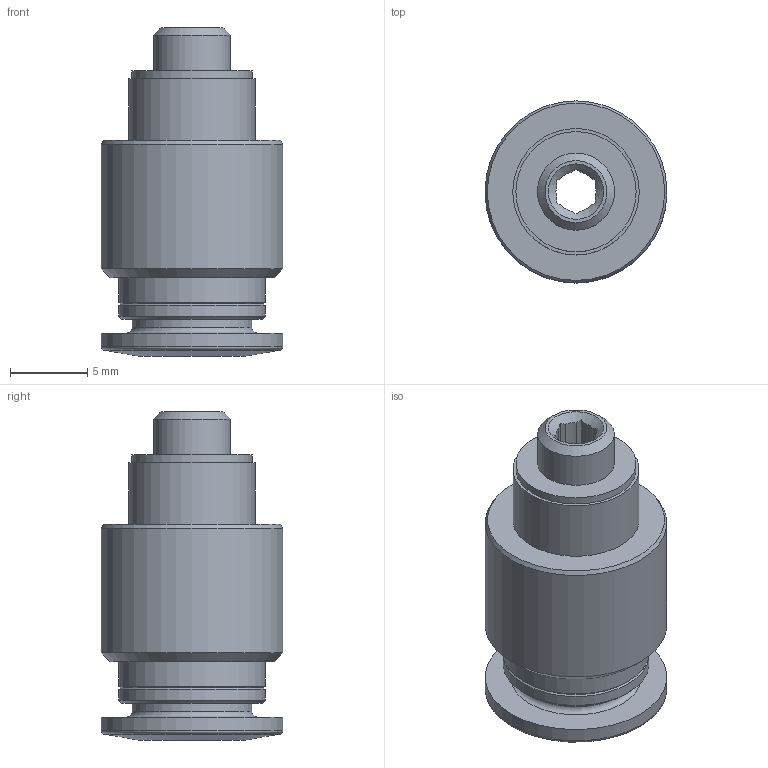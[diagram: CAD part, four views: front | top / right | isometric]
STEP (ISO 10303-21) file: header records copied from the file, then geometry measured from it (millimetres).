
FILE_DESCRIPTION(/* description */ ('STEP AP214'),/* implementation_level */ '2;1');
FILE_NAME(/* name */ '192808_QS-M5-1_4-I-U-M',/* time_stamp */ '2024-09-14T12:18:25+02:00',/* author */ ('License CC BY-ND 4.0'),/* organization */ ('CADENAS'),/* preprocessor_version */ 'ST-DEVELOPER v19.3',/* originating_system */ 'PARTsolutions',/* authorisation */ ' ');
FILE_SCHEMA (('AUTOMOTIVE_DESIGN {1 0 10303 214 3 1 1}'));
Length unit declared in the file: millimetre
Products named in the file (1): 192808 QS-M5-1/4-I-U-M
Bounding box: 11.8 x 11.8 x 21.3 mm (x, y, z)
Volume: 1072.4 mm3; surface area: 1307.7 mm2
Topology: 1 solids, 1 shells, 46 faces, 102 edges, 64 vertices
Faces by surface type: plane 20, cylinder 15, cone 8, torus 3
Full cylindrical faces by diameter (mm): 5 x1, 6.35 x1, 7.75 x1, 7.8 x1, 8.2 x1, 9.5 x2, 11.8 x2
Entity records: 1523 total; most frequent: CARTESIAN_POINT 227, DIRECTION 202, ORIENTED_EDGE 162, AXIS2_PLACEMENT_3D 86, EDGE_CURVE 81, EDGE_LOOP 74, FACE_BOUND 74, VERTEX_POINT 63
